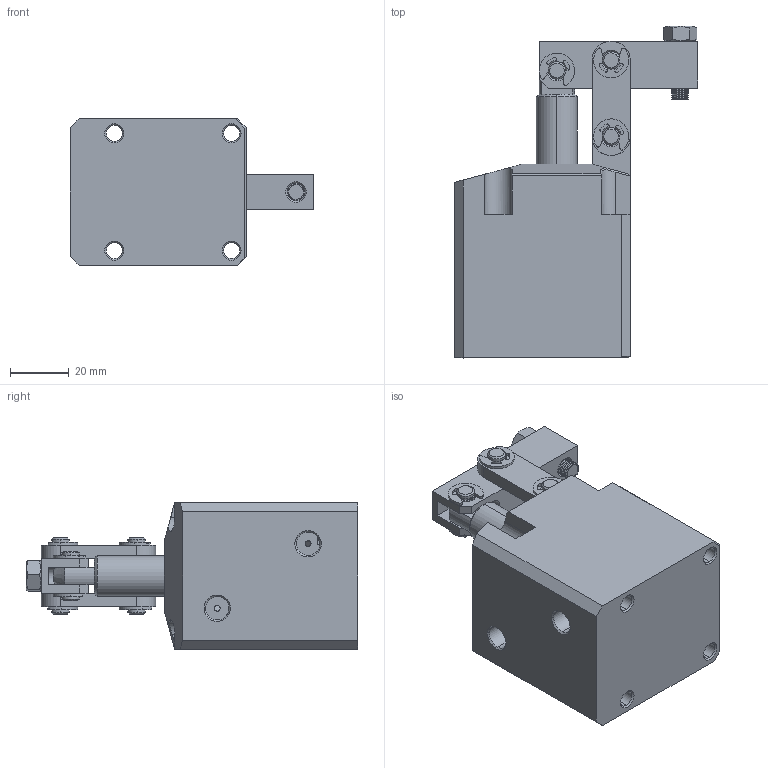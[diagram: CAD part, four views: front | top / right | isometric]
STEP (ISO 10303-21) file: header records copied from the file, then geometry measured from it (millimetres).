
FILE_DESCRIPTION (( 'STEP AP214' ), '1' );
FILE_NAME ('CBLU-30話裝宒蚐揤詰.STEP', '2019-04-23T06:34:49', ( '' ), ( '' ), 'SwSTEP 2.0', 'SolidWorks 2016', '' );
FILE_SCHEMA (( 'AUTOMOTIVE_DESIGN' ));
Length unit declared in the file: millimetre
Products named in the file (10): 30揤啣_1; 30活塞杆_1_5_1; 30傻种粣_2; e rings gb_GB_CONNECTING_PIECE_RINGS_HR 6_1_1; 酗种粣_1_1; hexagon socket head cap screws gb_GB_FASTENER_SCREWS_HSHCS M6X25-S_1_1; hex nuts, style 1-grades ab gb_GB_FASTENER_NUT_SNAB1 M6-N_1; 30蟀裝_2; ｱｾﾌ蕕_1_3_1; CBLU-30話裝宒蚐揤詰
Assembly tree (16 placements, depth 2):
  CBLU-30話裝宒蚐揤詰
    ｱｾﾌ蕕_1_3_1
    30蟀裝_2  x2
    hex nuts, style 1-grades ab gb_GB_FASTENER_NUT_SNAB1 M6-N_1
    hexagon socket head cap screws gb_GB_FASTENER_SCREWS_HSHCS M6X25-S_1_1
    酗种粣_1_1  x2
    e rings gb_GB_CONNECTING_PIECE_RINGS_HR 6_1_1  x6
    30傻种粣_2
    30活塞杆_1_5_1
    30揤啣_1
Bounding box: 83 x 113.2 x 50 mm (x, y, z)
Volume: 185825.4 mm3; surface area: 45771 mm2
Topology: 17 solids, 17 shells, 668 faces, 1636 edges, 1019 vertices
Faces by surface type: cylinder 266, cone 238, plane 156, bspline 8
Entity records: 16080 total; most frequent: CARTESIAN_POINT 3380, DIRECTION 2802, ORIENTED_EDGE 2446, EDGE_CURVE 1223, AXIS2_PLACEMENT_3D 1112, VERTEX_POINT 747, CIRCLE 592, VECTOR 578
